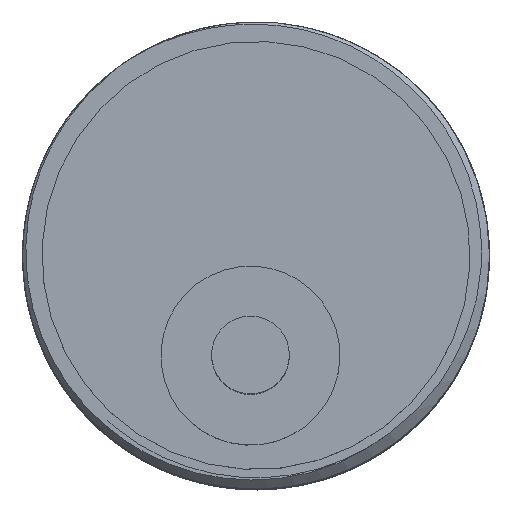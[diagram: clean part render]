
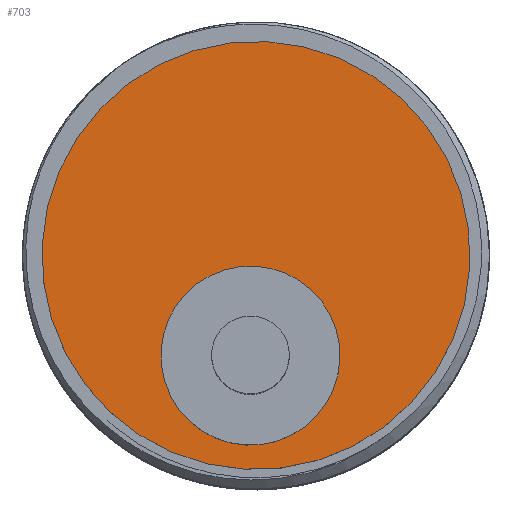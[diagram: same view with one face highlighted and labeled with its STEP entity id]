
A CAD part, top view. The second image highlights one B-rep face of the part: STEP entity #703.
In plain terms, the highlighted planar face has unit normal (0, 0, 1).
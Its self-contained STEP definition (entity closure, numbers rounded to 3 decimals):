
#16=FACE_BOUND('',#260,.T.);
#213=FACE_OUTER_BOUND('',#259,.T.);
#259=EDGE_LOOP('',(#641));
#260=EDGE_LOOP('',(#642));
#276=CIRCLE('',#780,13.75);
#277=CIRCLE('',#781,5.75);
#344=VERTEX_POINT('',#6645);
#345=VERTEX_POINT('',#6647);
#444=EDGE_CURVE('',#344,#344,#276,.T.);
#445=EDGE_CURVE('',#345,#345,#277,.T.);
#641=ORIENTED_EDGE('',*,*,#444,.F.);
#642=ORIENTED_EDGE('',*,*,#445,.F.);
#661=PLANE('',#779);
#703=ADVANCED_FACE('',(#213,#16),#661,.F.);
#779=AXIS2_PLACEMENT_3D('',#6644,#915,#916);
#780=AXIS2_PLACEMENT_3D('',#6646,#917,#918);
#781=AXIS2_PLACEMENT_3D('',#6648,#919,#920);
#915=DIRECTION('center_axis',(0.,0.,
-1.));
#916=DIRECTION('ref_axis',(0.998,-0.055,0.));
#917=DIRECTION('center_axis',(0.,0.,
-1.));
#918=DIRECTION('ref_axis',(0.998,-0.055,0.));
#919=DIRECTION('center_axis',(0.,0.,
1.));
#920=DIRECTION('ref_axis',(0.998,-0.055,0.));
#6644=CARTESIAN_POINT('Origin',(4.344,10.613,75.232));
#6645=CARTESIAN_POINT('',(18.073,9.854,75.232));
#6646=CARTESIAN_POINT('Origin',(4.344,10.613,75.232));
#6647=CARTESIAN_POINT('',(-1.753,4.489,75.232));
#6648=CARTESIAN_POINT('Origin',(3.988,4.172,75.232));
